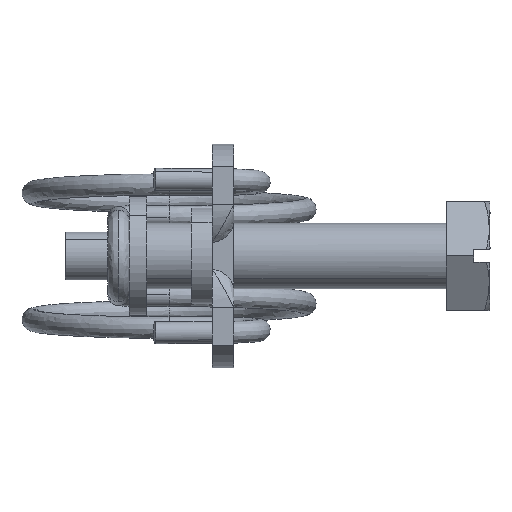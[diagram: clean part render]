
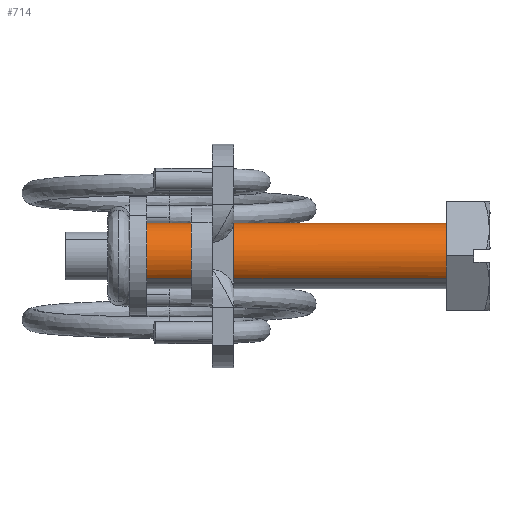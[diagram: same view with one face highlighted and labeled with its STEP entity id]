
A CAD part, top view. The second image highlights one B-rep face of the part: STEP entity #714.
In plain terms, the highlighted free-form (B-spline) face has degree [2, 1] with [5, 2] control points.
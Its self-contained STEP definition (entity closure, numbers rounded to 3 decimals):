
#490=CARTESIAN_POINT('',(-27.5,0.0,3.0));
#491=VERTEX_POINT('',#490);
#492=CARTESIAN_POINT('',(-27.5,3.,0.));
#493=VERTEX_POINT('',#492);
#494=CARTESIAN_POINT('',(-27.5,0.0,3.0));
#495=CARTESIAN_POINT('',(-27.5,0.184,3.));
#496=CARTESIAN_POINT('',(-27.5,0.503,2.971));
#497=CARTESIAN_POINT('',(-27.5,1.027,2.836));
#498=CARTESIAN_POINT('',(-27.5,1.566,2.589));
#499=CARTESIAN_POINT('',(-27.5,2.046,2.22));
#500=CARTESIAN_POINT('',(-27.5,2.461,1.749));
#501=CARTESIAN_POINT('',(-27.5,2.773,1.215));
#502=CARTESIAN_POINT('',(-27.5,2.963,0.589));
#503=CARTESIAN_POINT('',(-27.5,3.,0.184));
#504=CARTESIAN_POINT('',(-27.5,3.,0.));
#505=B_SPLINE_CURVE_WITH_KNOTS('',3,(#494,#495,#496,#497,#498,#499,#500,#501,#502,#503,#504),.UNSPECIFIED.,.F.,.U.,(4,1,1,1,1,1,1,1,4),(0.,0.552,0.957,1.62,2.319,2.761,3.497,4.16,4.712),.UNSPECIFIED.);
#506=EDGE_CURVE('',#491,#493,#505,.T.);
#508=CARTESIAN_POINT('',(-27.5,2.103,-2.14));
#509=VERTEX_POINT('',#508);
#510=CARTESIAN_POINT('',(-27.5,3.,0.));
#511=CARTESIAN_POINT('',(-27.5,3.,-0.211));
#512=CARTESIAN_POINT('',(-27.5,2.959,-0.596));
#513=CARTESIAN_POINT('',(-27.5,2.802,-1.108));
#514=CARTESIAN_POINT('',(-27.5,2.543,-1.632));
#515=CARTESIAN_POINT('',(-27.5,2.289,-1.957));
#516=CARTESIAN_POINT('',(-27.5,2.103,-2.14));
#517=B_SPLINE_CURVE_WITH_KNOTS('',3,(#510,#511,#512,#513,#514,#515,#516),.UNSPECIFIED.,.F.,.U.,(4,1,1,1,4),(0.,0.633,1.154,1.601,2.382),.UNSPECIFIED.);
#518=EDGE_CURVE('',#493,#509,#517,.T.);
#548=CARTESIAN_POINT('',(-27.5,-2.103,2.14));
#549=VERTEX_POINT('',#548);
#560=CARTESIAN_POINT('',(-27.5,-2.103,2.14));
#561=CARTESIAN_POINT('',(-27.5,-1.904,2.335));
#562=CARTESIAN_POINT('',(-27.5,-1.539,2.605));
#563=CARTESIAN_POINT('',(-27.5,-1.026,2.83));
#564=CARTESIAN_POINT('',(-27.5,-0.546,2.964));
#565=CARTESIAN_POINT('',(-27.5,-0.218,3.));
#566=CARTESIAN_POINT('',(-27.5,0.0,3.0));
#567=B_SPLINE_CURVE_WITH_KNOTS('',3,(#560,#561,#562,#563,#564,#565,#566),.UNSPECIFIED.,.F.,.U.,(4,1,1,1,4),(0.,0.837,1.347,1.675,2.33),.UNSPECIFIED.);
#568=EDGE_CURVE('',#549,#491,#567,.T.);
#593=CARTESIAN_POINT('',(0.,2.103,-2.14));
#594=VERTEX_POINT('',#593);
#622=CARTESIAN_POINT('',(0.,-2.103,2.14));
#623=VERTEX_POINT('',#622);
#634=CARTESIAN_POINT('',(0.,-2.103,2.14));
#635=CARTESIAN_POINT('',(-27.5,-2.103,2.14));
#636=QUASI_UNIFORM_CURVE('',1,(#634,#635),.UNSPECIFIED.,.F.,.U.);
#637=EDGE_CURVE('',#623,#549,#636,.T.);
#642=CARTESIAN_POINT('',(0.,2.103,-2.14));
#643=CARTESIAN_POINT('',(-27.5,2.103,-2.14));
#644=QUASI_UNIFORM_CURVE('',1,(#642,#643),.UNSPECIFIED.,.F.,.U.);
#645=EDGE_CURVE('',#594,#509,#644,.T.);
#650=CARTESIAN_POINT('',(0.688,-2.103,2.14));
#651=CARTESIAN_POINT('',(0.688,0.037,4.242));
#652=CARTESIAN_POINT('',(0.688,2.14,2.103));
#653=CARTESIAN_POINT('',(0.688,4.242,-0.037));
#654=CARTESIAN_POINT('',(0.688,2.103,-2.14));
#655=CARTESIAN_POINT('',(-28.205,-2.103,2.14));
#656=CARTESIAN_POINT('',(-28.205,0.037,4.242));
#657=CARTESIAN_POINT('',(-28.205,2.14,2.103));
#658=CARTESIAN_POINT('',(-28.205,4.242,-0.037));
#659=CARTESIAN_POINT('',(-28.205,2.103,-2.14));
#667=(BOUNDED_SURFACE()B_SPLINE_SURFACE(2,1,((#650,#655),(#651,#656),(#652,#657),(#653,#658),(#654,#659)),.UNSPECIFIED.,.F.,.F.,.U.)B_SPLINE_SURFACE_WITH_KNOTS((3,2,3),(2,2),(0.0,4.971,9.941),(0.0,28.892),.UNSPECIFIED.)GEOMETRIC_REPRESENTATION_ITEM()RATIONAL_B_SPLINE_SURFACE(((1.0,1.0),(0.707,0.707),(1.0,1.0),(0.707,0.707),(1.0,1.0)))REPRESENTATION_ITEM('')SURFACE());
#668=CARTESIAN_POINT('',(0.0,3.,0.));
#669=VERTEX_POINT('',#668);
#670=CARTESIAN_POINT('',(0.,2.103,-2.14));
#671=CARTESIAN_POINT('',(0.,2.253,-1.992));
#672=CARTESIAN_POINT('',(0.,2.467,-1.732));
#673=CARTESIAN_POINT('',(0.,2.721,-1.29));
#674=CARTESIAN_POINT('',(0.,2.934,-0.744));
#675=CARTESIAN_POINT('',(0.,3.,-0.285));
#676=CARTESIAN_POINT('',(0.0,3.,0.));
#677=B_SPLINE_CURVE_WITH_KNOTS('',3,(#670,#671,#672,#673,#674,#675,#676),.UNSPECIFIED.,.F.,.U.,(4,1,1,1,4),(0.,0.633,1.005,1.526,2.382),.UNSPECIFIED.);
#678=EDGE_CURVE('',#594,#669,#677,.T.);
#679=ORIENTED_EDGE('',*,*,#678,.F.);
#680=ORIENTED_EDGE('',*,*,#645,.T.);
#681=ORIENTED_EDGE('',*,*,#518,.F.);
#682=ORIENTED_EDGE('',*,*,#506,.F.);
#683=ORIENTED_EDGE('',*,*,#568,.F.);
#684=ORIENTED_EDGE('',*,*,#637,.F.);
#685=CARTESIAN_POINT('',(0.0,0.0,3.0));
#686=VERTEX_POINT('',#685);
#687=CARTESIAN_POINT('',(0.0,0.0,3.0));
#688=CARTESIAN_POINT('',(0.,-0.279,3.));
#689=CARTESIAN_POINT('',(0.,-0.704,2.94));
#690=CARTESIAN_POINT('',(0.,-1.275,2.731));
#691=CARTESIAN_POINT('',(0.,-1.71,2.484));
#692=CARTESIAN_POINT('',(0.,-1.982,2.259));
#693=CARTESIAN_POINT('',(0.,-2.103,2.14));
#694=B_SPLINE_CURVE_WITH_KNOTS('',3,(#687,#688,#689,#690,#691,#692,#693),.UNSPECIFIED.,.F.,.U.,(4,1,1,1,4),(0.,0.837,1.274,1.82,2.33),.UNSPECIFIED.);
#695=EDGE_CURVE('',#686,#623,#694,.T.);
#696=ORIENTED_EDGE('',*,*,#695,.F.);
#697=CARTESIAN_POINT('',(0.0,3.,0.));
#698=CARTESIAN_POINT('',(0.0,3.,0.147));
#699=CARTESIAN_POINT('',(0.0,2.976,0.466));
#700=CARTESIAN_POINT('',(0.0,2.865,0.934));
#701=CARTESIAN_POINT('',(0.0,2.646,1.456));
#702=CARTESIAN_POINT('',(0.0,2.348,1.895));
#703=CARTESIAN_POINT('',(0.0,1.967,2.28));
#704=CARTESIAN_POINT('',(0.0,1.582,2.567));
#705=CARTESIAN_POINT('',(0.0,1.141,2.788));
#706=CARTESIAN_POINT('',(0.0,0.614,2.955));
#707=CARTESIAN_POINT('',(0.0,0.233,3.));
#708=CARTESIAN_POINT('',(0.0,0.0,3.0));
#709=B_SPLINE_CURVE_WITH_KNOTS('',3,(#697,#698,#699,#700,#701,#702,#703,#704,#705,#706,#707,#708),.UNSPECIFIED.,.F.,.U.,(4,1,1,1,1,1,1,1,1,4),(0.,0.442,0.957,1.436,2.135,2.54,3.056,3.571,4.013,4.712),.UNSPECIFIED.);
#710=EDGE_CURVE('',#669,#686,#709,.T.);
#711=ORIENTED_EDGE('',*,*,#710,.F.);
#712=EDGE_LOOP('',(#679,#680,#681,#682,#683,#684,#696,#711));
#713=FACE_OUTER_BOUND('',#712,.T.);
#714=ADVANCED_FACE('',(#713),#667,.T.);
